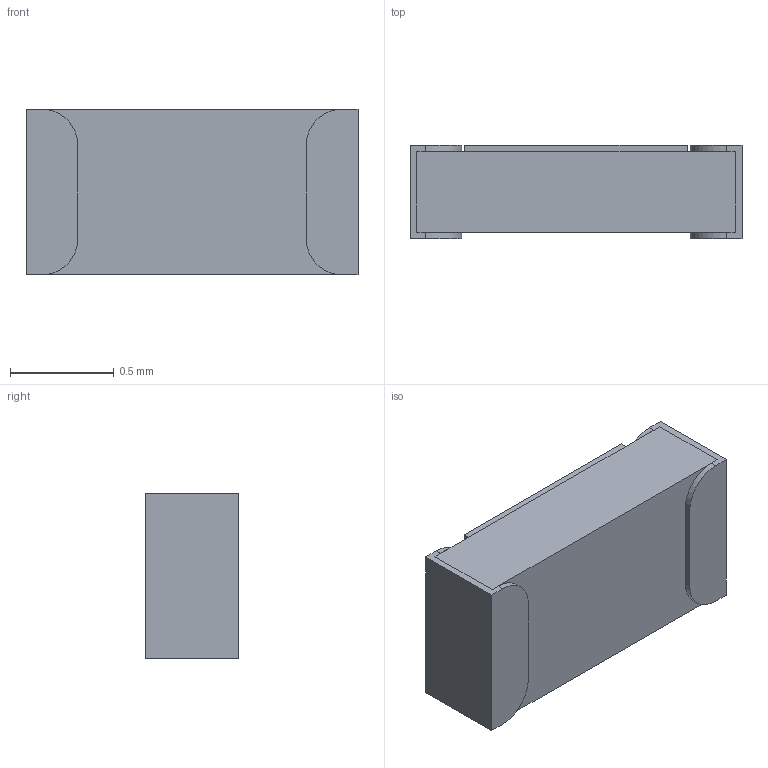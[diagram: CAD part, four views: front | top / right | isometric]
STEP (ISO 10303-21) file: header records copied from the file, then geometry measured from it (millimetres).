
FILE_DESCRIPTION (( 'STEP AP214' ), '1' );
FILE_NAME ('res0603r.STEP', '2012-02-17T05:07:38', ( 'ASUS' ), ( 'asus' ), 'SwSTEP 2.0', 'SolidWorks 2010', '' );
FILE_SCHEMA (( 'AUTOMOTIVE_DESIGN' ));
Length unit declared in the file: millimetre
Products named in the file (1): res0603r
Bounding box: 1.6 x 0.45 x 0.8 mm (x, y, z)
Volume: 0.5 mm3; surface area: 4.8 mm2
Topology: 1 solids, 1 shells, 36 faces, 116 edges, 86 vertices
Faces by surface type: plane 28, cylinder 8
Entity records: 2074 total; most frequent: CARTESIAN_POINT 625, ORIENTED_EDGE 232, DIRECTION 183, EDGE_CURVE 116, VERTEX_POINT 86, VECTOR 77, LINE 77, AXIS2_PLACEMENT_3D 53
